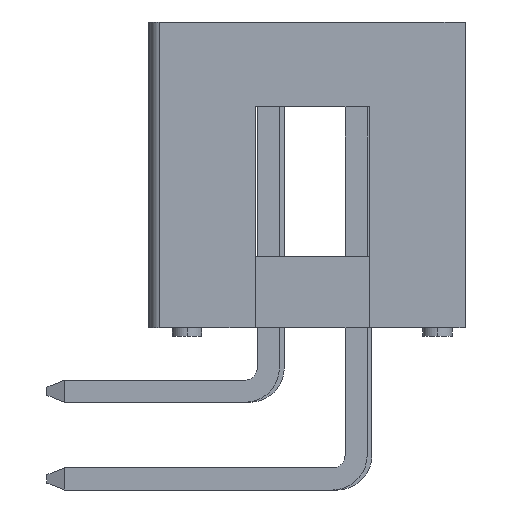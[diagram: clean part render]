
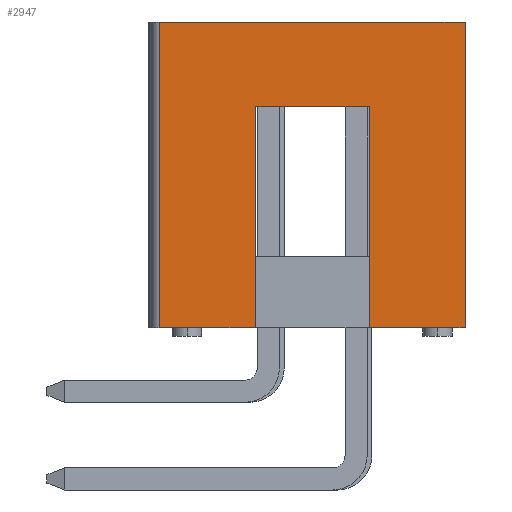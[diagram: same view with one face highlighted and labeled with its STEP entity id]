
A CAD part, left-side view. The second image highlights one B-rep face of the part: STEP entity #2947.
In plain terms, the highlighted planar face has unit normal (-1, 0, 0).
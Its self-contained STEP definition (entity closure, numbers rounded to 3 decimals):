
#2947=ADVANCED_FACE('',(#6088),#6089,.T.);
#6088=FACE_OUTER_BOUND('',#9694,.T.);
#6089=PLANE('',#9695);
#9694=EDGE_LOOP('',(#17198,#17199,#17200,#17201,#17202,#17203,#17204,#17205));
#9695=AXIS2_PLACEMENT_3D('',#17206,#17207,#17208);
#17198=ORIENTED_EDGE('',*,*,#22807,.T.);
#17199=ORIENTED_EDGE('',*,*,#22808,.T.);
#17200=ORIENTED_EDGE('',*,*,#22589,.F.);
#17201=ORIENTED_EDGE('',*,*,#22799,.T.);
#17202=ORIENTED_EDGE('',*,*,#22809,.T.);
#17203=ORIENTED_EDGE('',*,*,#22804,.F.);
#17204=ORIENTED_EDGE('',*,*,#22593,.F.);
#17205=ORIENTED_EDGE('',*,*,#22810,.F.);
#17206=CARTESIAN_POINT('',(-29.23,-4.425,-4.425));
#17207=DIRECTION('',(-1.0,0.0,0.0));
#17208=DIRECTION('',(0.0,0.0,1.0));
#22589=EDGE_CURVE('',#27205,#27207,#27208,.T.);
#22593=EDGE_CURVE('',#27213,#27215,#27216,.T.);
#22799=EDGE_CURVE('',#27205,#27606,#27608,.T.);
#22804=EDGE_CURVE('',#27215,#27615,#27616,.T.);
#22807=EDGE_CURVE('',#27619,#27620,#27621,.T.);
#22808=EDGE_CURVE('',#27620,#27207,#27622,.T.);
#22809=EDGE_CURVE('',#27606,#27615,#27623,.T.);
#22810=EDGE_CURVE('',#27619,#27213,#27624,.T.);
#27205=VERTEX_POINT('',#33814);
#27207=VERTEX_POINT('',#33817);
#27208=LINE('',#33818,#33819);
#27213=VERTEX_POINT('',#33826);
#27215=VERTEX_POINT('',#33829);
#27216=LINE('',#33830,#33831);
#27606=VERTEX_POINT('',#34409);
#27608=LINE('',#34412,#34413);
#27615=VERTEX_POINT('',#34423);
#27616=LINE('',#34424,#34425);
#27619=VERTEX_POINT('',#34429);
#27620=VERTEX_POINT('',#34430);
#27621=LINE('',#34431,#34432);
#27622=LINE('',#34433,#34434);
#27623=LINE('',#34435,#34436);
#27624=LINE('',#34437,#34438);
#33814=CARTESIAN_POINT('',(-29.23,-4.425,-4.425));
#33817=CARTESIAN_POINT('',(-29.23,-1.65,-4.425));
#33818=CARTESIAN_POINT('',(-29.23,-4.425,-4.425));
#33819=VECTOR('',#38475,1000.0);
#33826=CARTESIAN_POINT('',(-29.23,1.65,-4.425));
#33829=CARTESIAN_POINT('',(-29.23,4.425,-4.425));
#33830=CARTESIAN_POINT('',(-29.23,-4.425,-4.425));
#33831=VECTOR('',#38479,1000.0);
#34409=CARTESIAN_POINT('',(-29.23,-4.425,4.425));
#34412=CARTESIAN_POINT('',(-29.23,-4.425,-4.425));
#34413=VECTOR('',#38693,1000.0);
#34423=CARTESIAN_POINT('',(-29.23,4.425,4.425));
#34424=CARTESIAN_POINT('',(-29.23,4.425,-4.425));
#34425=VECTOR('',#38697,1000.0);
#34429=CARTESIAN_POINT('',(-29.23,1.65,1.975));
#34430=CARTESIAN_POINT('',(-29.23,-1.65,1.975));
#34431=CARTESIAN_POINT('',(-29.23,1.65,1.975));
#34432=VECTOR('',#38699,1000.0);
#34433=CARTESIAN_POINT('',(-29.23,-1.65,1.975));
#34434=VECTOR('',#38700,1000.0);
#34435=CARTESIAN_POINT('',(-29.23,-4.425,4.425));
#34436=VECTOR('',#38701,1000.0);
#34437=CARTESIAN_POINT('',(-29.23,1.65,1.975));
#34438=VECTOR('',#38702,1000.0);
#38475=DIRECTION('',(0.0,1.0,0.0));
#38479=DIRECTION('',(0.0,1.0,0.0));
#38693=DIRECTION('',(0.0,0.0,1.0));
#38697=DIRECTION('',(0.0,0.0,1.0));
#38699=DIRECTION('',(0.0,-1.0,0.0));
#38700=DIRECTION('',(0.0,0.0,-1.0));
#38701=DIRECTION('',(0.0,1.0,0.0));
#38702=DIRECTION('',(0.0,0.0,-1.0));
